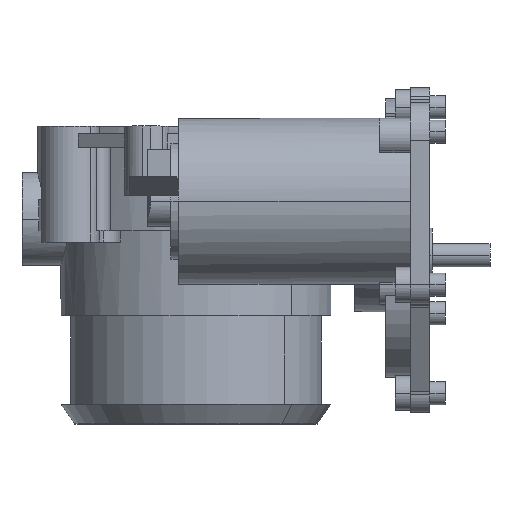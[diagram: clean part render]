
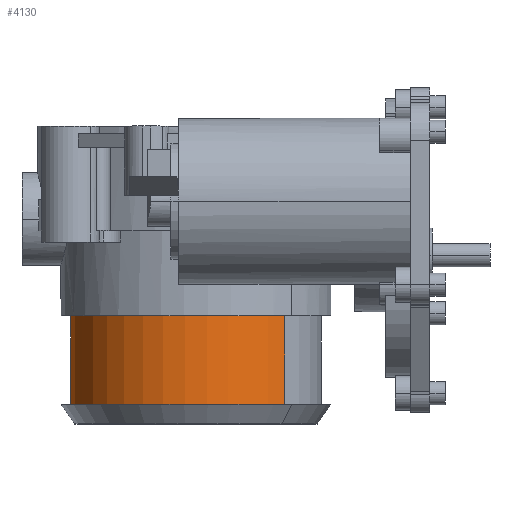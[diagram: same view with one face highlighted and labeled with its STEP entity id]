
A CAD part, top view. The second image highlights one B-rep face of the part: STEP entity #4130.
In plain terms, the highlighted cylindrical face has radius 32.5 mm (diameter 65 mm), a partial arc.
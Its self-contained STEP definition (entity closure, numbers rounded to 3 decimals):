
#170 = EDGE_CURVE ( 'NONE', #1446, #6226, #5501, .T. ) ;
#278 = LINE ( 'NONE', #1006, #5991 ) ;
#473 = VERTEX_POINT ( 'NONE', #9275 ) ;
#1006 = CARTESIAN_POINT ( 'NONE',  ( -38.641, 28., -18.898 ) ) ;
#1446 = VERTEX_POINT ( 'NONE', #10542 ) ;
#1501 = CARTESIAN_POINT ( 'NONE',  ( 7.321, 28., 27.064 ) ) ;
#1922 = CARTESIAN_POINT ( 'NONE',  ( -15.66, 28., 4.083 ) ) ;
#1962 = CARTESIAN_POINT ( 'NONE',  ( -15.66, 28., 4.083 ) ) ;
#2091 = CIRCLE ( 'NONE', #9970, 32.5 ) ;
#2350 = DIRECTION ( 'NONE',  ( -0.707, 0., -0.707 ) ) ;
#3369 = ORIENTED_EDGE ( 'NONE', *, *, #10517, .T. ) ;
#3454 = LINE ( 'NONE', #1501, #10940 ) ;
#3808 = ORIENTED_EDGE ( 'NONE', *, *, #9549, .F. ) ;
#4130 = ADVANCED_FACE ( 'NONE', ( #8263 ), #6498, .T. ) ;
#4774 = DIRECTION ( 'NONE',  ( 0., -1., 0. ) ) ;
#4827 = EDGE_LOOP ( 'NONE', ( #11284, #9542, #3369, #3808 ) ) ;
#5217 = AXIS2_PLACEMENT_3D ( 'NONE', #1922, #6323, #7328 ) ;
#5501 = CIRCLE ( 'NONE', #9438, 32.5 ) ;
#5991 = VECTOR ( 'NONE', #4774, 1000. ) ;
#6151 = CARTESIAN_POINT ( 'NONE',  ( -38.641, 28., -18.898 ) ) ;
#6226 = VERTEX_POINT ( 'NONE', #6151 ) ;
#6323 = DIRECTION ( 'NONE',  ( 0., -1., 0. ) ) ;
#6498 = CYLINDRICAL_SURFACE ( 'NONE', #5217, 32.5 ) ;
#7033 = DIRECTION ( 'NONE',  ( 0., -1., 0. ) ) ;
#7216 = EDGE_CURVE ( 'NONE', #1446, #11117, #3454, .T. ) ;
#7328 = DIRECTION ( 'NONE',  ( -0.707, 0., -0.707 ) ) ;
#7958 = DIRECTION ( 'NONE',  ( 0., -1., 0. ) ) ;
#8010 = DIRECTION ( 'NONE',  ( -0.707, 0., -0.707 ) ) ;
#8263 = FACE_OUTER_BOUND ( 'NONE', #4827, .T. ) ;
#8571 = DIRECTION ( 'NONE',  ( 0., -1., 0. ) ) ;
#9011 = CARTESIAN_POINT ( 'NONE',  ( -15.66, 5., 4.083 ) ) ;
#9275 = CARTESIAN_POINT ( 'NONE',  ( -38.641, 5., -18.898 ) ) ;
#9438 = AXIS2_PLACEMENT_3D ( 'NONE', #1962, #8571, #2350 ) ;
#9542 = ORIENTED_EDGE ( 'NONE', *, *, #170, .T. ) ;
#9549 = EDGE_CURVE ( 'NONE', #11117, #473, #2091, .T. ) ;
#9970 = AXIS2_PLACEMENT_3D ( 'NONE', #9011, #7958, #8010 ) ;
#10222 = CARTESIAN_POINT ( 'NONE',  ( 7.321, 5., 27.064 ) ) ;
#10517 = EDGE_CURVE ( 'NONE', #6226, #473, #278, .T. ) ;
#10542 = CARTESIAN_POINT ( 'NONE',  ( 7.321, 28., 27.064 ) ) ;
#10940 = VECTOR ( 'NONE', #7033, 1000. ) ;
#11117 = VERTEX_POINT ( 'NONE', #10222 ) ;
#11284 = ORIENTED_EDGE ( 'NONE', *, *, #7216, .F. ) ;
